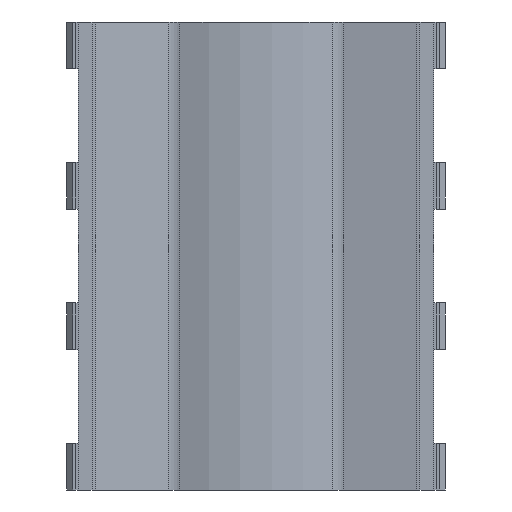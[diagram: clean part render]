
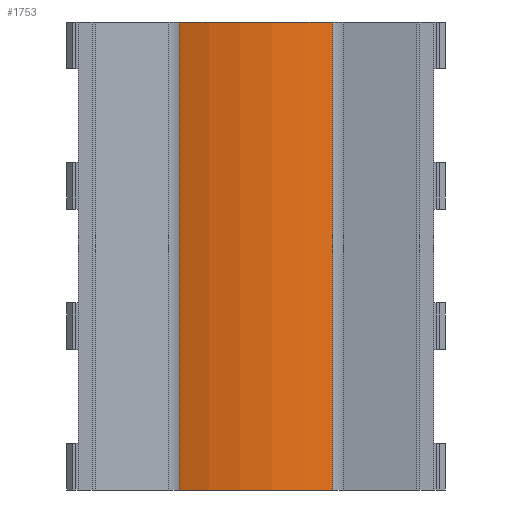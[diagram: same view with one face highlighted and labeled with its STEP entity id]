
A CAD part, front view. The second image highlights one B-rep face of the part: STEP entity #1753.
In plain terms, the highlighted cylindrical face has radius 85 mm (diameter 170 mm), a partial arc.
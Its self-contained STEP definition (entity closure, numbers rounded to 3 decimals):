
#116 = EDGE_CURVE ( 'NONE', #3227, #2714, #645, .T. ) ;
#168 = DIRECTION ( 'NONE',  ( 0., 0., -1. ) ) ;
#176 = CIRCLE ( 'NONE', #1358, 85. ) ;
#213 = DIRECTION ( 'NONE',  ( 1., 0., 0. ) ) ;
#338 = DIRECTION ( 'NONE',  ( 0., 0., -1. ) ) ;
#476 = ORIENTED_EDGE ( 'NONE', *, *, #1208, .T. ) ;
#645 = LINE ( 'NONE', #1192, #3363 ) ;
#662 = ORIENTED_EDGE ( 'NONE', *, *, #2390, .T. ) ;
#835 = CARTESIAN_POINT ( 'NONE',  ( 0., 85., 200. ) ) ;
#951 = CARTESIAN_POINT ( 'NONE',  ( -32.783, 6.576, 0. ) ) ;
#1063 = DIRECTION ( 'NONE',  ( 0., 0., 1. ) ) ;
#1100 = CYLINDRICAL_SURFACE ( 'NONE', #2008, 85. ) ;
#1192 = CARTESIAN_POINT ( 'NONE',  ( 32.783, 6.576, 353.07 ) ) ;
#1208 = EDGE_CURVE ( 'NONE', #3227, #3254, #176, .T. ) ;
#1228 = DIRECTION ( 'NONE',  ( 0., 0., -1. ) ) ;
#1349 = FACE_OUTER_BOUND ( 'NONE', #1521, .T. ) ;
#1358 = AXIS2_PLACEMENT_3D ( 'NONE', #835, #3393, #3129 ) ;
#1473 = CARTESIAN_POINT ( 'NONE',  ( -32.783, 6.576, 200. ) ) ;
#1521 = EDGE_LOOP ( 'NONE', ( #1616, #476, #3371, #662 ) ) ;
#1577 = VERTEX_POINT ( 'NONE', #951 ) ;
#1616 = ORIENTED_EDGE ( 'NONE', *, *, #116, .F. ) ;
#1745 = CARTESIAN_POINT ( 'NONE',  ( 32.783, 6.576, 200. ) ) ;
#1749 = LINE ( 'NONE', #2889, #3624 ) ;
#1753 = ADVANCED_FACE ( 'NONE', ( #1349 ), #1100, .T. ) ;
#1929 = CARTESIAN_POINT ( 'NONE',  ( 0., 85., 353.07 ) ) ;
#2008 = AXIS2_PLACEMENT_3D ( 'NONE', #1929, #168, #2424 ) ;
#2350 = CARTESIAN_POINT ( 'NONE',  ( 32.783, 6.576, 0. ) ) ;
#2390 = EDGE_CURVE ( 'NONE', #1577, #2714, #2843, .T. ) ;
#2424 = DIRECTION ( 'NONE',  ( -1., 0., 0. ) ) ;
#2604 = AXIS2_PLACEMENT_3D ( 'NONE', #3638, #1063, #213 ) ;
#2709 = EDGE_CURVE ( 'NONE', #3254, #1577, #1749, .T. ) ;
#2714 = VERTEX_POINT ( 'NONE', #2350 ) ;
#2843 = CIRCLE ( 'NONE', #2604, 85. ) ;
#2889 = CARTESIAN_POINT ( 'NONE',  ( -32.783, 6.576, 353.07 ) ) ;
#3129 = DIRECTION ( 'NONE',  ( -1., 0., 0. ) ) ;
#3227 = VERTEX_POINT ( 'NONE', #1745 ) ;
#3254 = VERTEX_POINT ( 'NONE', #1473 ) ;
#3363 = VECTOR ( 'NONE', #338, 1000. ) ;
#3371 = ORIENTED_EDGE ( 'NONE', *, *, #2709, .T. ) ;
#3393 = DIRECTION ( 'NONE',  ( 0., 0., -1. ) ) ;
#3624 = VECTOR ( 'NONE', #1228, 1000. ) ;
#3638 = CARTESIAN_POINT ( 'NONE',  ( 0., 85., 0. ) ) ;
